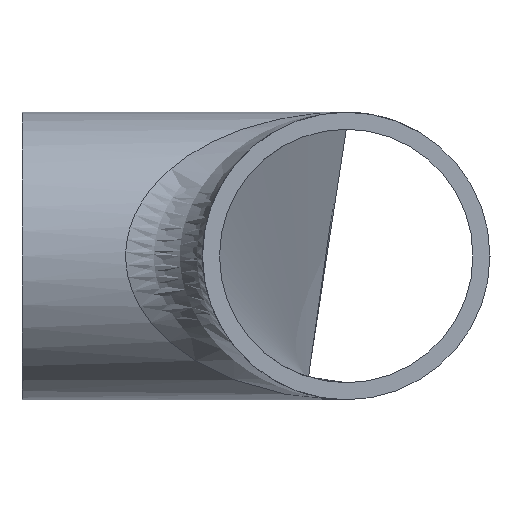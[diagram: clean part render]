
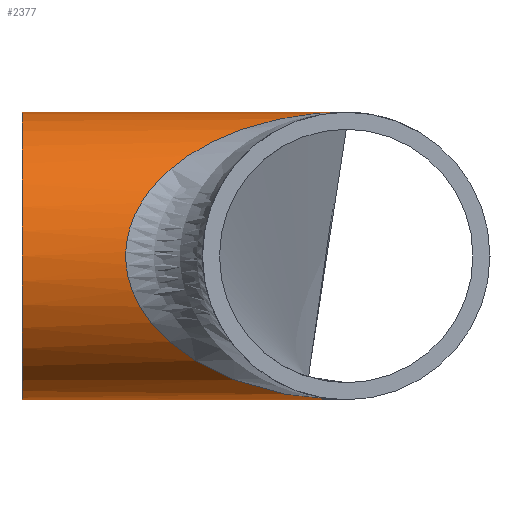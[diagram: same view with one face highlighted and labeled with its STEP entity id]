
A CAD part, left-side view. The second image highlights one B-rep face of the part: STEP entity #2377.
In plain terms, the highlighted cylindrical face has radius 16.85 mm (diameter 33.7 mm), a full revolution.
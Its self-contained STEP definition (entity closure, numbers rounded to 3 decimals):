
#34 = AXIS2_PLACEMENT_3D ( 'NONE', #9240, #6957, #5854 ) ;
#52 = FACE_OUTER_BOUND ( 'NONE', #13373, .T. ) ;
#721 = EDGE_CURVE ( 'NONE', #11090, #6138, #10428, .T. ) ;
#861 = EDGE_LOOP ( 'NONE', ( #2761, #14264 ) ) ;
#1829 = CARTESIAN_POINT ( 'NONE',  ( 0., 0., -16.85 ) ) ;
#2155 = CARTESIAN_POINT ( 'NONE',  ( -33.7, 51.7, 16.85 ) ) ;
#2320 = EDGE_CURVE ( 'NONE', #14269, #14269, #2517, .T. ) ;
#2377 = ADVANCED_FACE ( 'NONE', ( #11823, #52 ), #10683, .T. ) ;
#2517 = CIRCLE ( 'NONE', #11403, 16.85 ) ;
#2761 = ORIENTED_EDGE ( 'NONE', *, *, #12191, .T. ) ;
#3008 = CARTESIAN_POINT ( 'NONE',  ( 0., 38., 16.85 ) ) ;
#3033 = CARTESIAN_POINT ( 'NONE',  ( -33.7, 51.7, -16.85 ) ) ;
#3125 = CARTESIAN_POINT ( 'NONE',  ( 33.7, 51.7, 16.85 ) ) ;
#3339 = DIRECTION ( 'NONE',  ( 0., 0., 1. ) ) ;
#4343 = CARTESIAN_POINT ( 'NONE',  ( 0., 0., -16.85 ) ) ;
#4549 = DIRECTION ( 'NONE',  ( 0., 1., 0. ) ) ;
#5854 = DIRECTION ( 'NONE',  ( 0., 0., -1. ) ) ;
#6138 = VERTEX_POINT ( 'NONE', #7792 ) ;
#6957 = DIRECTION ( 'NONE',  ( 0., -1., 0. ) ) ;
#7792 = CARTESIAN_POINT ( 'NONE',  ( 0., 0., -16.85 ) ) ;
#8037 = CARTESIAN_POINT ( 'NONE',  ( 33.7, 51.7, -16.85 ) ) ;
#9240 = CARTESIAN_POINT ( 'NONE',  ( 0., 38., 0. ) ) ;
#9410 = CARTESIAN_POINT ( 'NONE',  ( 0., 38., 0. ) ) ;
#10356 =( BOUNDED_CURVE ( )  B_SPLINE_CURVE ( 3, ( #1829, #3033, #2155, #10550 ),
 .UNSPECIFIED., .F., .T. ) 
 B_SPLINE_CURVE_WITH_KNOTS ( ( 4, 4 ),
 ( 4.712, 7.854 ),
 .UNSPECIFIED. ) 
 CURVE ( )  GEOMETRIC_REPRESENTATION_ITEM ( )  RATIONAL_B_SPLINE_CURVE ( ( 1., 0.333, 0.333, 1. ) ) 
 REPRESENTATION_ITEM ( '' )  );
#10370 = CARTESIAN_POINT ( 'NONE',  ( 0., 0., 16.85 ) ) ;
#10428 =( BOUNDED_CURVE ( )  B_SPLINE_CURVE ( 3, ( #10370, #3125, #8037, #4343 ),
 .UNSPECIFIED., .F., .T. ) 
 B_SPLINE_CURVE_WITH_KNOTS ( ( 4, 4 ),
 ( 1.571, 4.712 ),
 .UNSPECIFIED. ) 
 CURVE ( )  GEOMETRIC_REPRESENTATION_ITEM ( )  RATIONAL_B_SPLINE_CURVE ( ( 1., 0.333, 0.333, 1. ) ) 
 REPRESENTATION_ITEM ( '' )  );
#10550 = CARTESIAN_POINT ( 'NONE',  ( 0., 0., 16.85 ) ) ;
#10683 = CYLINDRICAL_SURFACE ( 'NONE', #34, 16.85 ) ;
#11090 = VERTEX_POINT ( 'NONE', #14393 ) ;
#11403 = AXIS2_PLACEMENT_3D ( 'NONE', #9410, #4549, #3339 ) ;
#11823 = FACE_OUTER_BOUND ( 'NONE', #861, .T. ) ;
#12191 = EDGE_CURVE ( 'NONE', #6138, #11090, #10356, .T. ) ;
#13373 = EDGE_LOOP ( 'NONE', ( #15736 ) ) ;
#14264 = ORIENTED_EDGE ( 'NONE', *, *, #721, .T. ) ;
#14269 = VERTEX_POINT ( 'NONE', #3008 ) ;
#14393 = CARTESIAN_POINT ( 'NONE',  ( 0., 0., 16.85 ) ) ;
#15736 = ORIENTED_EDGE ( 'NONE', *, *, #2320, .F. ) ;
